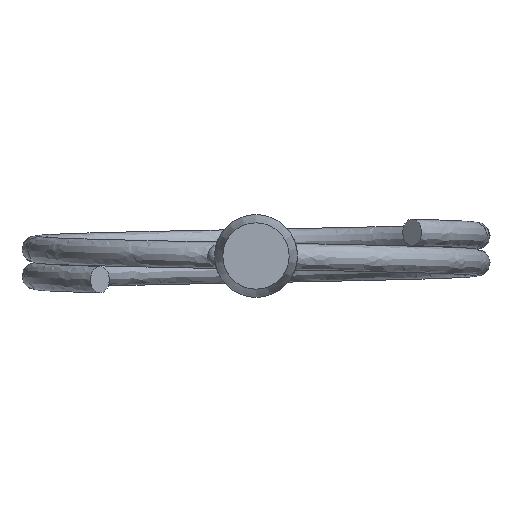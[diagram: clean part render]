
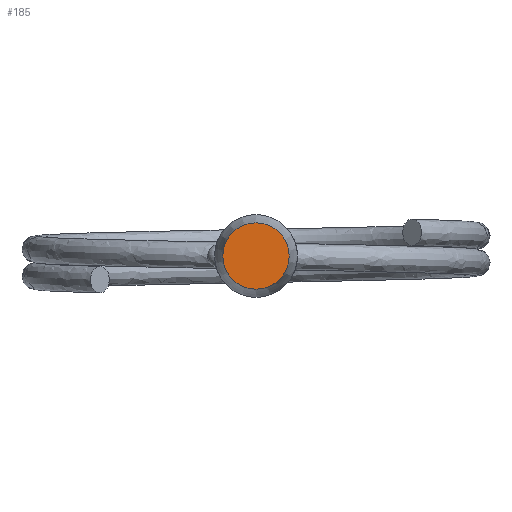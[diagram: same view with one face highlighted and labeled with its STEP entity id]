
A CAD part, left-side view. The second image highlights one B-rep face of the part: STEP entity #185.
In plain terms, the highlighted planar face has unit normal (-1, 0, 0).
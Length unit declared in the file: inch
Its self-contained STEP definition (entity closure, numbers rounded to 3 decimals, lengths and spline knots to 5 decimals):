
#21=PLANE('',#208);
#56=FACE_OUTER_BOUND('',#77,.T.);
#77=EDGE_LOOP('',(#105));
#105=ORIENTED_EDGE('',*,*,#136,.T.);
#136=EDGE_CURVE('',#158,#158,#169,.T.);
#158=VERTEX_POINT('',#397);
#169=CIRCLE('',#205,0.075);
#185=ADVANCED_FACE('',(#56),#21,.F.);
#205=AXIS2_PLACEMENT_3D('',#398,#236,#237);
#208=AXIS2_PLACEMENT_3D('',#402,#242,#243);
#236=DIRECTION('center_axis',(-1.,0.,0.));
#237=DIRECTION('ref_axis',(0.,0.,1.));
#242=DIRECTION('center_axis',(1.,0.,0.));
#243=DIRECTION('ref_axis',(0.,0.,-1.));
#397=CARTESIAN_POINT('',(-0.9435,0.,-0.075));
#398=CARTESIAN_POINT('Origin',(-0.9435,0.,0.));
#402=CARTESIAN_POINT('Origin',(-0.9435,0.075,0.));
